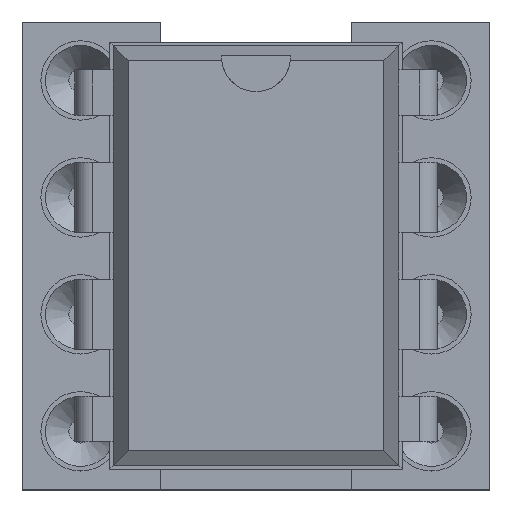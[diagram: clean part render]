
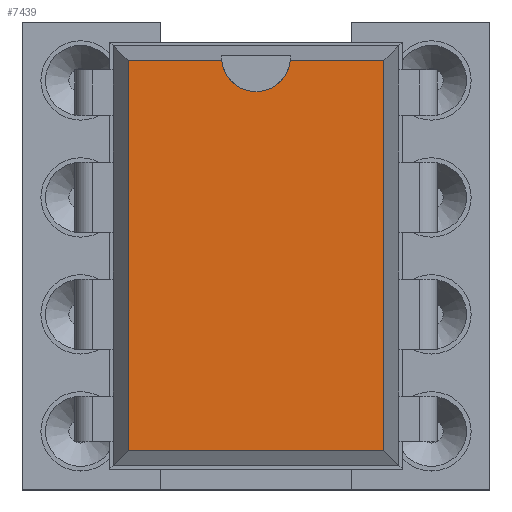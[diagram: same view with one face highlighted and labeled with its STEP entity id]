
A CAD part, top view. The second image highlights one B-rep face of the part: STEP entity #7439.
In plain terms, the highlighted planar face has unit normal (0, 0, 1).
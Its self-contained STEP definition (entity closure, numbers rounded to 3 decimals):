
#5527 = VERTEX_POINT('',#5528);
#5528 = CARTESIAN_POINT('',(6.586,0.426,7.38));
#5533 = EDGE_CURVE('',#5534,#5527,#5536,.T.);
#5534 = VERTEX_POINT('',#5535);
#5535 = CARTESIAN_POINT('',(6.586,-8.046,7.38));
#5536 = LINE('',#5537,#5538);
#5537 = CARTESIAN_POINT('',(6.586,-8.046,7.38));
#5538 = VECTOR('',#5539,1.);
#5539 = DIRECTION('',(0.,1.,0.));
#6293 = VERTEX_POINT('',#6294);
#6294 = CARTESIAN_POINT('',(1.034,0.426,7.38));
#6299 = EDGE_CURVE('',#6300,#6293,#6302,.T.);
#6300 = VERTEX_POINT('',#6301);
#6301 = CARTESIAN_POINT('',(3.064,0.426,7.38));
#6302 = LINE('',#6303,#6304);
#6303 = CARTESIAN_POINT('',(6.586,0.426,7.38));
#6304 = VECTOR('',#6305,1.);
#6305 = DIRECTION('',(-1.,0.,0.));
#6520 = VERTEX_POINT('',#6521);
#6521 = CARTESIAN_POINT('',(4.556,0.426,7.38));
#6625 = EDGE_CURVE('',#5527,#6520,#6626,.T.);
#6626 = LINE('',#6627,#6628);
#6627 = CARTESIAN_POINT('',(6.586,0.426,7.38));
#6628 = VECTOR('',#6629,1.);
#6629 = DIRECTION('',(-1.,0.,0.));
#6669 = VERTEX_POINT('',#6670);
#6670 = CARTESIAN_POINT('',(1.034,-8.046,7.38));
#6675 = EDGE_CURVE('',#6293,#6669,#6676,.T.);
#6676 = LINE('',#6677,#6678);
#6677 = CARTESIAN_POINT('',(1.034,0.426,7.38));
#6678 = VECTOR('',#6679,1.);
#6679 = DIRECTION('',(0.,-1.,0.));
#7428 = EDGE_CURVE('',#6669,#5534,#7429,.T.);
#7429 = LINE('',#7430,#7431);
#7430 = CARTESIAN_POINT('',(1.034,-8.046,7.38));
#7431 = VECTOR('',#7432,1.);
#7432 = DIRECTION('',(1.,0.,0.));
#7439 = ADVANCED_FACE('',(#7440),#7463,.F.);
#7440 = FACE_BOUND('',#7441,.F.);
#7441 = EDGE_LOOP('',(#7442,#7443,#7444,#7445,#7446,#7455,#7462));
#7442 = ORIENTED_EDGE('',*,*,#5533,.F.);
#7443 = ORIENTED_EDGE('',*,*,#7428,.F.);
#7444 = ORIENTED_EDGE('',*,*,#6675,.F.);
#7445 = ORIENTED_EDGE('',*,*,#6299,.F.);
#7446 = ORIENTED_EDGE('',*,*,#7447,.F.);
#7447 = EDGE_CURVE('',#7448,#6300,#7450,.T.);
#7448 = VERTEX_POINT('',#7449);
#7449 = CARTESIAN_POINT('',(3.81,-0.249,7.38));
#7450 = CIRCLE('',#7451,0.75);
#7451 = AXIS2_PLACEMENT_3D('',#7452,#7453,#7454);
#7452 = CARTESIAN_POINT('',(3.81,0.501,7.38));
#7453 = DIRECTION('',(0.,-0.,-1.));
#7454 = DIRECTION('',(0.,-1.,0.));
#7455 = ORIENTED_EDGE('',*,*,#7456,.F.);
#7456 = EDGE_CURVE('',#6520,#7448,#7457,.T.);
#7457 = CIRCLE('',#7458,0.75);
#7458 = AXIS2_PLACEMENT_3D('',#7459,#7460,#7461);
#7459 = CARTESIAN_POINT('',(3.81,0.501,7.38));
#7460 = DIRECTION('',(0.,-0.,-1.));
#7461 = DIRECTION('',(0.,-1.,0.));
#7462 = ORIENTED_EDGE('',*,*,#6625,.F.);
#7463 = PLANE('',#7464);
#7464 = AXIS2_PLACEMENT_3D('',#7465,#7466,#7467);
#7465 = CARTESIAN_POINT('',(6.586,-8.046,7.38));
#7466 = DIRECTION('',(0.,0.,-1.));
#7467 = DIRECTION('',(-0.548,0.836,0.));
